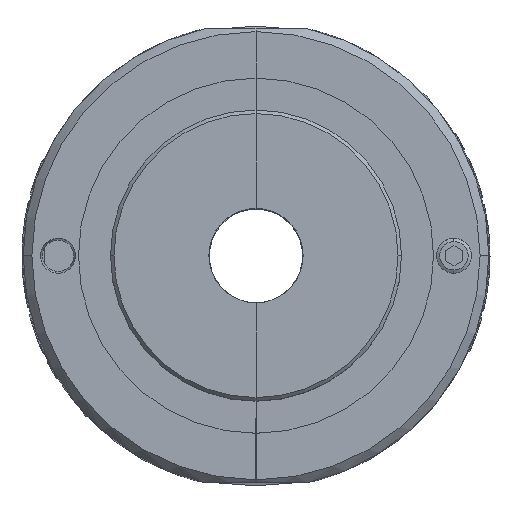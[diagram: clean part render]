
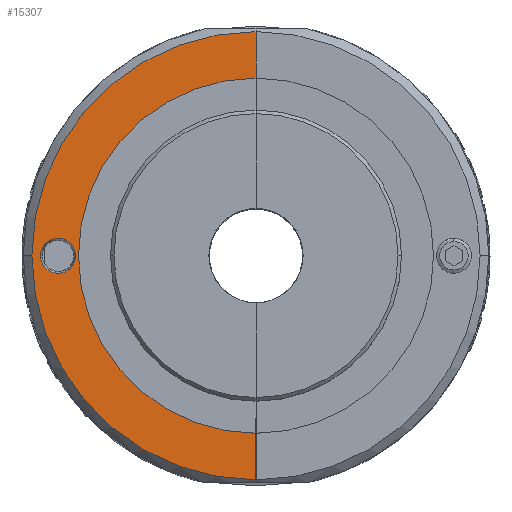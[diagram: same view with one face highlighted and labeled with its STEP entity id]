
A CAD part, top view. The second image highlights one B-rep face of the part: STEP entity #15307.
In plain terms, the highlighted planar face has unit normal (0, 0, 1).
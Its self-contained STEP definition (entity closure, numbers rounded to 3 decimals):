
#2189 = VERTEX_POINT ( 'NONE', #55427 ) ;
#2997 = CARTESIAN_POINT ( 'NONE',  ( 0., -19.25, -7.5 ) ) ;
#4646 = EDGE_CURVE ( 'NONE', #46165, #5537, #56957, .T. ) ;
#5537 = VERTEX_POINT ( 'NONE', #31712 ) ;
#7173 = VECTOR ( 'NONE', #29832, 1000. ) ;
#9242 = CIRCLE ( 'NONE', #51492, 1.5 ) ;
#10750 = ORIENTED_EDGE ( 'NONE', *, *, #41519, .T. ) ;
#11766 = EDGE_CURVE ( 'NONE', #22616, #33223, #13133, .T. ) ;
#13128 = FACE_OUTER_BOUND ( 'NONE', #38823, .T. ) ;
#13133 = CIRCLE ( 'NONE', #34709, 15.25 ) ;
#15307 = ADVANCED_FACE ( 'NONE', ( #18408, #13128 ), #45132, .F. ) ;
#15629 = AXIS2_PLACEMENT_3D ( 'NONE', #37978, #20674, #20967 ) ;
#16946 = ORIENTED_EDGE ( 'NONE', *, *, #53771, .T. ) ;
#18408 = FACE_BOUND ( 'NONE', #43773, .T. ) ;
#18460 = CARTESIAN_POINT ( 'NONE',  ( 0., -15.25, -7.5 ) ) ;
#18994 = LINE ( 'NONE', #36914, #48302 ) ;
#19099 = DIRECTION ( 'NONE',  ( 0., 0., 1. ) ) ;
#19540 = EDGE_CURVE ( 'NONE', #2189, #43020, #21472, .T. ) ;
#19619 = AXIS2_PLACEMENT_3D ( 'NONE', #30927, #57697, #48847 ) ;
#19672 = EDGE_CURVE ( 'NONE', #5537, #46165, #9242, .T. ) ;
#19861 = DIRECTION ( 'NONE',  ( -1., 0., 0. ) ) ;
#20605 = DIRECTION ( 'NONE',  ( 1., 0., 0. ) ) ;
#20674 = DIRECTION ( 'NONE',  ( 0., 0., 1. ) ) ;
#20965 = DIRECTION ( 'NONE',  ( 0., 0., 1. ) ) ;
#20967 = DIRECTION ( 'NONE',  ( 1., 0., 0. ) ) ;
#21472 = CIRCLE ( 'NONE', #19619, 19.25 ) ;
#21518 = CARTESIAN_POINT ( 'NONE',  ( 0., 0., -7.5 ) ) ;
#22616 = VERTEX_POINT ( 'NONE', #38383 ) ;
#24880 = AXIS2_PLACEMENT_3D ( 'NONE', #37466, #50702, #19861 ) ;
#25131 = CARTESIAN_POINT ( 'NONE',  ( 0., 15.25, -7.5 ) ) ;
#26255 = CARTESIAN_POINT ( 'NONE',  ( -19.25, 0., -7.5 ) ) ;
#29263 = ORIENTED_EDGE ( 'NONE', *, *, #19540, .T. ) ;
#29418 = DIRECTION ( 'NONE',  ( 0., 0., 1. ) ) ;
#29832 = DIRECTION ( 'NONE',  ( 0., 1., 0. ) ) ;
#30136 = LINE ( 'NONE', #25131, #7173 ) ;
#30927 = CARTESIAN_POINT ( 'NONE',  ( 0., 0., -7.5 ) ) ;
#31712 = CARTESIAN_POINT ( 'NONE',  ( -15.5, 0., -7.5 ) ) ;
#33223 = VERTEX_POINT ( 'NONE', #18460 ) ;
#33466 = DIRECTION ( 'NONE',  ( 1., 0., 0. ) ) ;
#33817 = ORIENTED_EDGE ( 'NONE', *, *, #47608, .T. ) ;
#34709 = AXIS2_PLACEMENT_3D ( 'NONE', #55555, #19099, #33466 ) ;
#34886 = ORIENTED_EDGE ( 'NONE', *, *, #4646, .F. ) ;
#36914 = CARTESIAN_POINT ( 'NONE',  ( 0., 15.25, -7.5 ) ) ;
#37466 = CARTESIAN_POINT ( 'NONE',  ( 0., 15.25, -7.5 ) ) ;
#37978 = CARTESIAN_POINT ( 'NONE',  ( -17., 0., -7.5 ) ) ;
#38383 = CARTESIAN_POINT ( 'NONE',  ( 0., 15.25, -7.5 ) ) ;
#38823 = EDGE_LOOP ( 'NONE', ( #33817, #29263, #10750, #16946, #41907 ) ) ;
#40317 = CIRCLE ( 'NONE', #58193, 19.25 ) ;
#41519 = EDGE_CURVE ( 'NONE', #43020, #43748, #40317, .T. ) ;
#41907 = ORIENTED_EDGE ( 'NONE', *, *, #11766, .F. ) ;
#43020 = VERTEX_POINT ( 'NONE', #26255 ) ;
#43748 = VERTEX_POINT ( 'NONE', #2997 ) ;
#43773 = EDGE_LOOP ( 'NONE', ( #57632, #34886 ) ) ;
#45132 = PLANE ( 'NONE',  #24880 ) ;
#46165 = VERTEX_POINT ( 'NONE', #51134 ) ;
#47608 = EDGE_CURVE ( 'NONE', #22616, #2189, #30136, .T. ) ;
#48302 = VECTOR ( 'NONE', #55144, 1000. ) ;
#48847 = DIRECTION ( 'NONE',  ( -1., 0., 0. ) ) ;
#50702 = DIRECTION ( 'NONE',  ( 0., 0., -1. ) ) ;
#51134 = CARTESIAN_POINT ( 'NONE',  ( -18.5, 0., -7.5 ) ) ;
#51492 = AXIS2_PLACEMENT_3D ( 'NONE', #51745, #29418, #20605 ) ;
#51745 = CARTESIAN_POINT ( 'NONE',  ( -17., 0., -7.5 ) ) ;
#53237 = DIRECTION ( 'NONE',  ( -1., 0., 0. ) ) ;
#53771 = EDGE_CURVE ( 'NONE', #43748, #33223, #18994, .T. ) ;
#55144 = DIRECTION ( 'NONE',  ( 0., 1., 0. ) ) ;
#55427 = CARTESIAN_POINT ( 'NONE',  ( 0., 19.25, -7.5 ) ) ;
#55555 = CARTESIAN_POINT ( 'NONE',  ( 0., 0., -7.5 ) ) ;
#56957 = CIRCLE ( 'NONE', #15629, 1.5 ) ;
#57632 = ORIENTED_EDGE ( 'NONE', *, *, #19672, .F. ) ;
#57697 = DIRECTION ( 'NONE',  ( 0., 0., 1. ) ) ;
#58193 = AXIS2_PLACEMENT_3D ( 'NONE', #21518, #20965, #53237 ) ;
